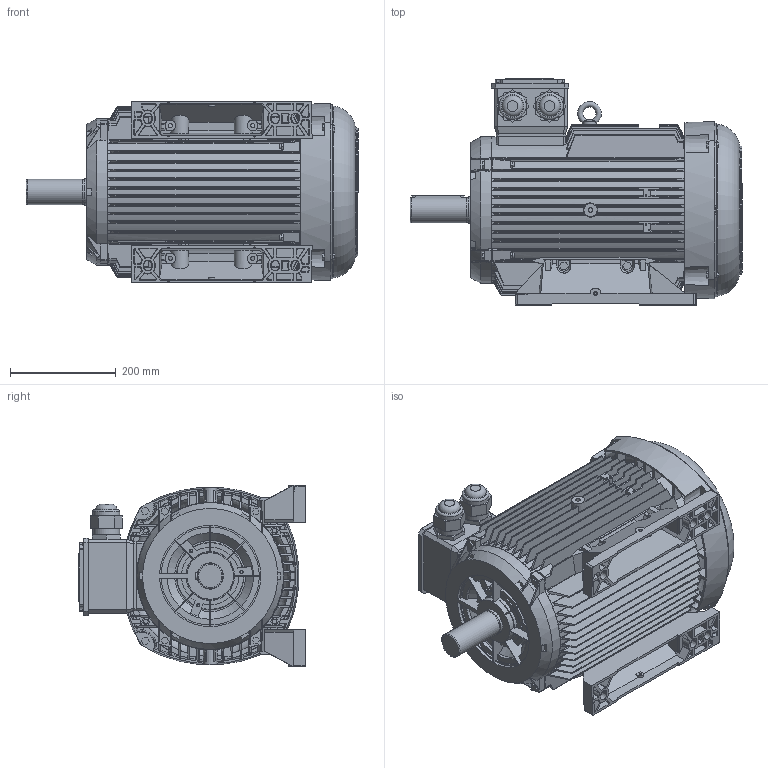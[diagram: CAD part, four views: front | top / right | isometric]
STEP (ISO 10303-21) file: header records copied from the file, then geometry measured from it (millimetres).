
FILE_DESCRIPTION(/* description */ (''),/* implementation_level */ '2;1');
FILE_NAME(/* name */ 'QU180_B3_.stp',/* time_stamp */ '2015-04-08T11:17:03+03:00',/* author */ (''),/* organization */ (''),/* preprocessor_version */ 'ST-DEVELOPER v11',/* originating_system */ 'SIEMENS PLM Software NX 7.5',/* authorisation */ '');
FILE_SCHEMA (('AP203_CONFIGURATION_CONTROLLED_3D_DESIGN_OF_MECHANICAL_PARTS_AND_ASSEMBLIES_MIM_LF'));
Products named in the file (1): AR-000000405669_001
Bounding box: 629 x 429 x 344 mm (x, y, z)
Volume: 30536338.7 mm3; surface area: 2536377.7 mm2
Topology: 1 solids, 11 shells, 4194 faces, 12002 edges, 7936 vertices
Faces by surface type: plane 2925, cylinder 703, cone 419, torus 128, bspline 14, extrusion 4, sphere 1
Full cylindrical faces by diameter (mm): 2.5 x12, 8.5 x2, 8.684 x12, 9 x10, 10 x1, 20 x4, 25 x1, 35 x2, 38 x2, 40 x6, 48 x2, 50 x2, 51 x4, 65 x1, 78 x1, 80 x1, 82 x2, 86 x1, 88 x1, 91 x1, 100 x2, 108.5 x1, 110 x1, 164 x1, 186 x1, 192 x1, 226.27 x1, 242 x1, 268 x1, 272 x1
Entity records: 145624 total; most frequent: CARTESIAN_POINT 35961, ORIENTED_EDGE 23606, DIRECTION 20928, EDGE_CURVE 11803, VECTOR 8120, LINE 8116, VERTEX_POINT 7904, AXIS2_PLACEMENT_3D 6404
